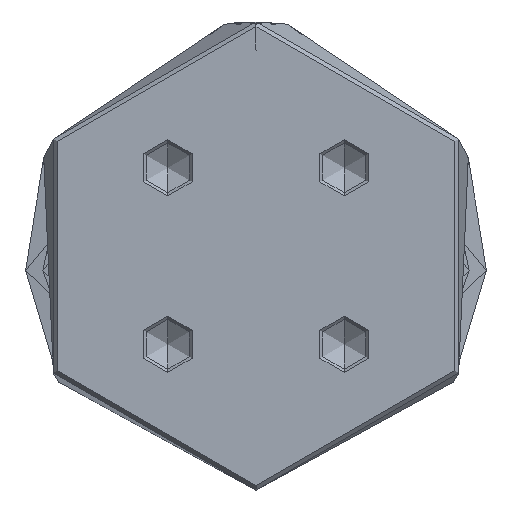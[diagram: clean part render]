
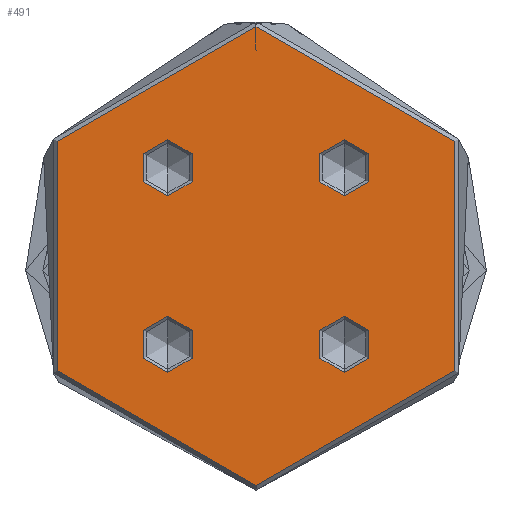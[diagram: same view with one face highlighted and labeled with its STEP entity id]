
A CAD part, front view. The second image highlights one B-rep face of the part: STEP entity #491.
In plain terms, the highlighted face is planar.
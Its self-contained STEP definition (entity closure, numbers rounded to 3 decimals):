
#213 = AXIS2_PLACEMENT_3D ( 'NONE', #4057, #359, #4655 ) ;
#224 = DIRECTION ( 'NONE',  ( 1., 0., 0. ) ) ;
#240 = CARTESIAN_POINT ( 'NONE',  ( 14.142, -14.142, 0. ) ) ;
#247 = CIRCLE ( 'NONE', #5322, 4.5 ) ;
#271 = DIRECTION ( 'NONE',  ( 0., 0., -1. ) ) ;
#278 = AXIS2_PLACEMENT_3D ( 'NONE', #6944, #3306, #7562 ) ;
#282 = CARTESIAN_POINT ( 'NONE',  ( -18.642, -14.142, 0. ) ) ;
#301 = DIRECTION ( 'NONE',  ( 1., 0., 0. ) ) ;
#359 = DIRECTION ( 'NONE',  ( 0., 0., -1. ) ) ;
#406 = DIRECTION ( 'NONE',  ( 1., 0., 0. ) ) ;
#491 = ADVANCED_FACE ( 'NONE', ( #2891, #7559, #5933, #4309, #2697 ), #5140, .F. ) ;
#692 = DIRECTION ( 'NONE',  ( 0., 0., 1. ) ) ;
#714 = CIRCLE ( 'NONE', #6284, 4.5 ) ;
#724 = EDGE_LOOP ( 'NONE', ( #2528, #7772 ) ) ;
#801 = VERTEX_POINT ( 'NONE', #282 ) ;
#847 = DIRECTION ( 'NONE',  ( 0., 0., 1. ) ) ;
#1060 = CARTESIAN_POINT ( 'NONE',  ( 18.642, -14.142, 0. ) ) ;
#1118 = VERTEX_POINT ( 'NONE', #7905 ) ;
#1163 = ORIENTED_EDGE ( 'NONE', *, *, #6085, .F. ) ;
#1185 = CARTESIAN_POINT ( 'NONE',  ( -14.142, -14.142, 0. ) ) ;
#1281 = EDGE_CURVE ( 'NONE', #2685, #1555, #5298, .T. ) ;
#1302 = ORIENTED_EDGE ( 'NONE', *, *, #5688, .T. ) ;
#1375 = ORIENTED_EDGE ( 'NONE', *, *, #1281, .F. ) ;
#1432 = EDGE_CURVE ( 'NONE', #7498, #2618, #1788, .T. ) ;
#1443 = EDGE_LOOP ( 'NONE', ( #1375, #4514 ) ) ;
#1529 = CARTESIAN_POINT ( 'NONE',  ( -14.142, -14.142, 0. ) ) ;
#1555 = VERTEX_POINT ( 'NONE', #3448 ) ;
#1788 = CIRCLE ( 'NONE', #4611, 4.5 ) ;
#1814 = DIRECTION ( 'NONE',  ( -1., 0., 0. ) ) ;
#2071 = CARTESIAN_POINT ( 'NONE',  ( 14.142, 14.142, 0. ) ) ;
#2084 = CARTESIAN_POINT ( 'NONE',  ( -9.642, -14.142, 0. ) ) ;
#2120 = DIRECTION ( 'NONE',  ( 0., 0., -1. ) ) ;
#2140 = DIRECTION ( 'NONE',  ( -1., 0., 0. ) ) ;
#2288 = EDGE_LOOP ( 'NONE', ( #1302, #5313 ) ) ;
#2383 = ORIENTED_EDGE ( 'NONE', *, *, #6203, .F. ) ;
#2402 = CIRCLE ( 'NONE', #3928, 36.75 ) ;
#2528 = ORIENTED_EDGE ( 'NONE', *, *, #5210, .T. ) ;
#2590 = CIRCLE ( 'NONE', #4050, 36.75 ) ;
#2618 = VERTEX_POINT ( 'NONE', #1060 ) ;
#2685 = VERTEX_POINT ( 'NONE', #4732 ) ;
#2697 = FACE_OUTER_BOUND ( 'NONE', #724, .T. ) ;
#2721 = CARTESIAN_POINT ( 'NONE',  ( -14.142, 14.142, 0. ) ) ;
#2891 = FACE_BOUND ( 'NONE', #4331, .T. ) ;
#3030 = VERTEX_POINT ( 'NONE', #5556 ) ;
#3061 = ORIENTED_EDGE ( 'NONE', *, *, #6238, .T. ) ;
#3291 = VERTEX_POINT ( 'NONE', #3823 ) ;
#3306 = DIRECTION ( 'NONE',  ( 0., 0., 1. ) ) ;
#3336 = DIRECTION ( 'NONE',  ( -1., 0., 0. ) ) ;
#3448 = CARTESIAN_POINT ( 'NONE',  ( 9.642, 14.142, 0. ) ) ;
#3760 = ORIENTED_EDGE ( 'NONE', *, *, #1432, .T. ) ;
#3823 = CARTESIAN_POINT ( 'NONE',  ( -9.642, 14.142, 0. ) ) ;
#3928 = AXIS2_PLACEMENT_3D ( 'NONE', #4523, #847, #5145 ) ;
#4041 = EDGE_LOOP ( 'NONE', ( #3061, #3760 ) ) ;
#4050 = AXIS2_PLACEMENT_3D ( 'NONE', #7763, #4100, #406 ) ;
#4057 = CARTESIAN_POINT ( 'NONE',  ( 14.142, -14.142, 0. ) ) ;
#4100 = DIRECTION ( 'NONE',  ( 0., 0., 1. ) ) ;
#4276 = CIRCLE ( 'NONE', #278, 4.5 ) ;
#4279 = VERTEX_POINT ( 'NONE', #5044 ) ;
#4309 = FACE_BOUND ( 'NONE', #1443, .T. ) ;
#4331 = EDGE_LOOP ( 'NONE', ( #1163, #2383 ) ) ;
#4437 = CARTESIAN_POINT ( 'NONE',  ( 0., 0., 0. ) ) ;
#4514 = ORIENTED_EDGE ( 'NONE', *, *, #7102, .F. ) ;
#4523 = CARTESIAN_POINT ( 'NONE',  ( 0., 0., 0. ) ) ;
#4611 = AXIS2_PLACEMENT_3D ( 'NONE', #240, #271, #301 ) ;
#4655 = DIRECTION ( 'NONE',  ( 1., 0., 0. ) ) ;
#4732 = CARTESIAN_POINT ( 'NONE',  ( 18.642, 14.142, 0. ) ) ;
#5044 = CARTESIAN_POINT ( 'NONE',  ( -36.75, 0., 0. ) ) ;
#5140 = PLANE ( 'NONE',  #5890 ) ;
#5145 = DIRECTION ( 'NONE',  ( 1., 0., 0. ) ) ;
#5210 = EDGE_CURVE ( 'NONE', #4279, #3030, #2402, .T. ) ;
#5212 = VERTEX_POINT ( 'NONE', #2084 ) ;
#5298 = CIRCLE ( 'NONE', #7591, 4.5 ) ;
#5313 = ORIENTED_EDGE ( 'NONE', *, *, #7299, .T. ) ;
#5322 = AXIS2_PLACEMENT_3D ( 'NONE', #1529, #5784, #2140 ) ;
#5450 = DIRECTION ( 'NONE',  ( 0., 0., 1. ) ) ;
#5506 = CIRCLE ( 'NONE', #7528, 4.5 ) ;
#5556 = CARTESIAN_POINT ( 'NONE',  ( 36.75, 0., 0. ) ) ;
#5593 = DIRECTION ( 'NONE',  ( 0., 0., -1. ) ) ;
#5614 = DIRECTION ( 'NONE',  ( -1., 0., 0. ) ) ;
#5688 = EDGE_CURVE ( 'NONE', #1118, #3291, #7532, .T. ) ;
#5766 = CARTESIAN_POINT ( 'NONE',  ( -14.142, 14.142, 0. ) ) ;
#5784 = DIRECTION ( 'NONE',  ( 0., 0., 1. ) ) ;
#5820 = CIRCLE ( 'NONE', #213, 4.5 ) ;
#5890 = AXIS2_PLACEMENT_3D ( 'NONE', #4437, #5593, #5614 ) ;
#5933 = FACE_BOUND ( 'NONE', #4041, .T. ) ;
#6085 = EDGE_CURVE ( 'NONE', #801, #5212, #714, .T. ) ;
#6203 = EDGE_CURVE ( 'NONE', #5212, #801, #247, .T. ) ;
#6238 = EDGE_CURVE ( 'NONE', #2618, #7498, #5820, .T. ) ;
#6284 = AXIS2_PLACEMENT_3D ( 'NONE', #1185, #5450, #1814 ) ;
#6369 = DIRECTION ( 'NONE',  ( -1., 0., 0. ) ) ;
#6808 = EDGE_CURVE ( 'NONE', #3030, #4279, #2590, .T. ) ;
#6944 = CARTESIAN_POINT ( 'NONE',  ( 14.142, 14.142, 0. ) ) ;
#6980 = DIRECTION ( 'NONE',  ( 0., 0., -1. ) ) ;
#7102 = EDGE_CURVE ( 'NONE', #1555, #2685, #4276, .T. ) ;
#7130 = CARTESIAN_POINT ( 'NONE',  ( 9.642, -14.142, 0. ) ) ;
#7299 = EDGE_CURVE ( 'NONE', #3291, #1118, #5506, .T. ) ;
#7498 = VERTEX_POINT ( 'NONE', #7130 ) ;
#7528 = AXIS2_PLACEMENT_3D ( 'NONE', #5766, #2120, #6369 ) ;
#7532 = CIRCLE ( 'NONE', #7731, 4.5 ) ;
#7559 = FACE_BOUND ( 'NONE', #2288, .T. ) ;
#7562 = DIRECTION ( 'NONE',  ( 1., 0., 0. ) ) ;
#7591 = AXIS2_PLACEMENT_3D ( 'NONE', #2071, #692, #224 ) ;
#7731 = AXIS2_PLACEMENT_3D ( 'NONE', #2721, #6980, #3336 ) ;
#7763 = CARTESIAN_POINT ( 'NONE',  ( 0., 0., 0. ) ) ;
#7772 = ORIENTED_EDGE ( 'NONE', *, *, #6808, .T. ) ;
#7905 = CARTESIAN_POINT ( 'NONE',  ( -18.642, 14.142, 0. ) ) ;
